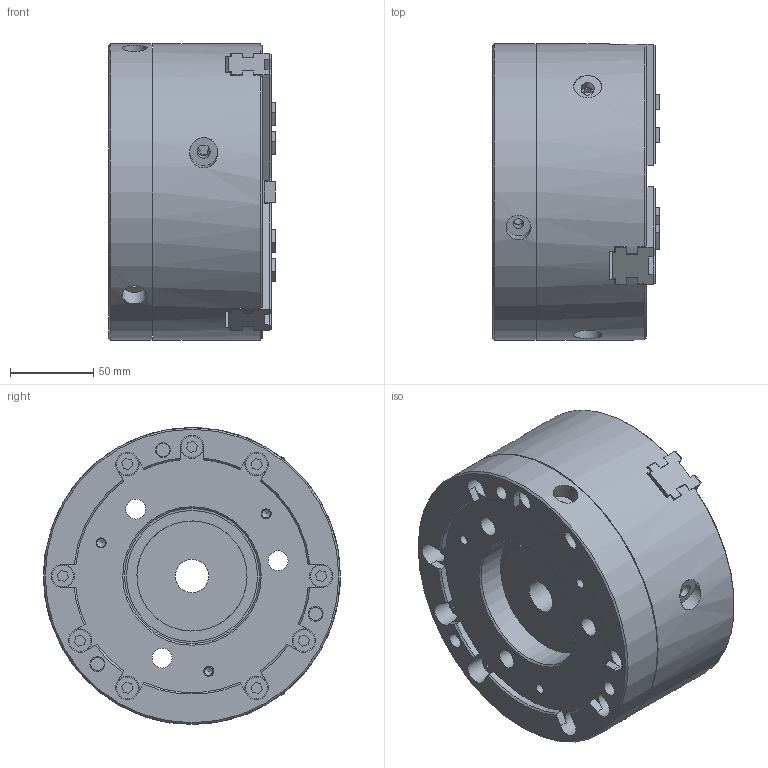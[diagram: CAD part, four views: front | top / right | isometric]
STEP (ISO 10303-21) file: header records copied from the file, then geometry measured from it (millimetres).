
FILE_DESCRIPTION(/* description */ ('Unknown'),/* implementation_level */ '2;1');
FILE_NAME(/* name */ 'QJR07-Solid',/* time_stamp */ '2019-08-14T15:25:06+01:00',/* author */ ('Unknown'),/* organization */ ('Unknown'),/* preprocessor_version */ 'ST-DEVELOPER v16.7',/* originating_system */ 'DEX',/* authorisation */ $);
FILE_SCHEMA (('AUTOMOTIVE_DESIGN {1 0 10303 214 3 1 1}'));
Length unit declared in the file: millimetre
Products named in the file (1): QJR07
Bounding box: 99.95 x 178 x 178 mm (x, y, z)
Volume: 1943636.5 mm3; surface area: 195994.2 mm2
Topology: 1 solids, 10 shells, 602 faces, 1485 edges, 967 vertices
Faces by surface type: plane 441, cylinder 125, cone 36
Full cylindrical faces by diameter (mm): 5 x6, 6 x6, 6.8 x6, 7 x6, 7.5 x6, 8 x12, 8.5 x6, 9 x12, 10 x6, 12 x3, 13 x9, 14 x9, 15 x3, 17 x3, 20 x1, 53 x1, 60 x1, 66 x1, 78.5 x1, 81 x1, 170 x1, 178 x2
Entity records: 16827 total; most frequent: CARTESIAN_POINT 2954, DIRECTION 2874, ORIENTED_EDGE 2620, EDGE_CURVE 1310, AXIS2_PLACEMENT_3D 970, LINE 934, VECTOR 934, VERTEX_POINT 933
